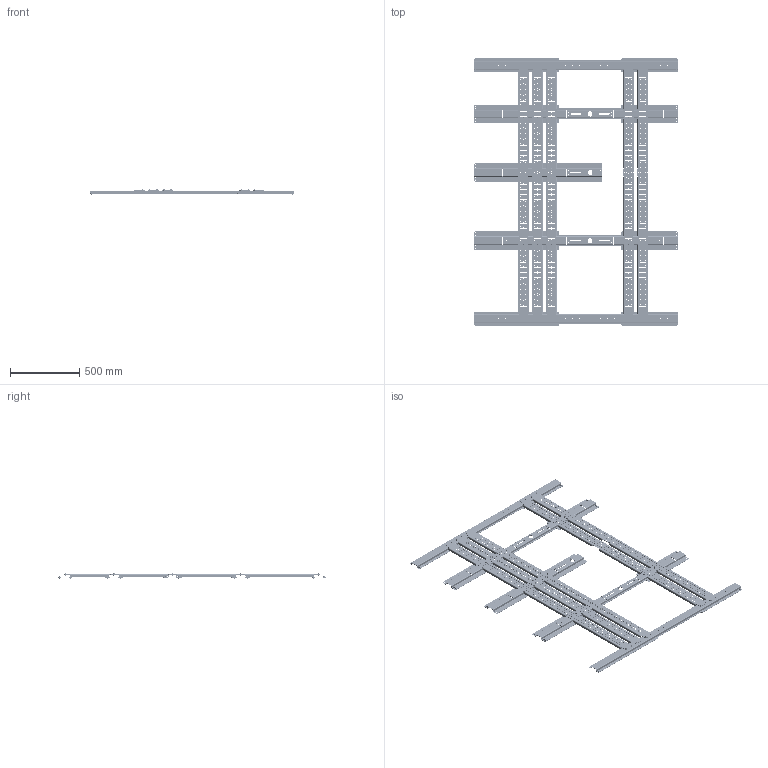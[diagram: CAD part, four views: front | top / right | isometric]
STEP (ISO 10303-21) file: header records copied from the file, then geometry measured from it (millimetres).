
FILE_DESCRIPTION(/* description */ (''),/* implementation_level */ '2;1');
FILE_NAME(/* name */ 'OFF_60W_step_31034713009a048_asm.stp_x_t.stp',/* time_stamp */ '2024-02-22T13:19:53+06:00',/* author */ (''),/* organization */ (''),/* preprocessor_version */ 'ST-DEVELOPER v16.7',/* originating_system */ 'SIEMENS PLM Software NX 12.0',/* authorisation */ '');
FILE_SCHEMA (('AUTOMOTIVE_DESIGN { 1 0 10303 214 3 1 1 1 }'));
Products named in the file (1): 4090907C606E8yzd
Bounding box: 1470.9 x 1927.66 x 36.96 mm (x, y, z)
Volume: 4526604.7 mm3; surface area: 3776344.7 mm2
Topology: 1 solids, 34 shells, 4834 faces, 13377 edges, 8674 vertices
Faces by surface type: plane 2629, cylinder 2001, cone 153, torus 51
Full cylindrical faces by diameter (mm): 5.613 x1006, 6.477 x84, 6.756 x50, 13.208 x51
Entity records: 152184 total; most frequent: CARTESIAN_POINT 26645, DIRECTION 25718, ORIENTED_EDGE 23730, EDGE_CURVE 11865, AXIS2_PLACEMENT_3D 9262, EDGE_LOOP 8844, VERTEX_POINT 8447, LINE 7194
